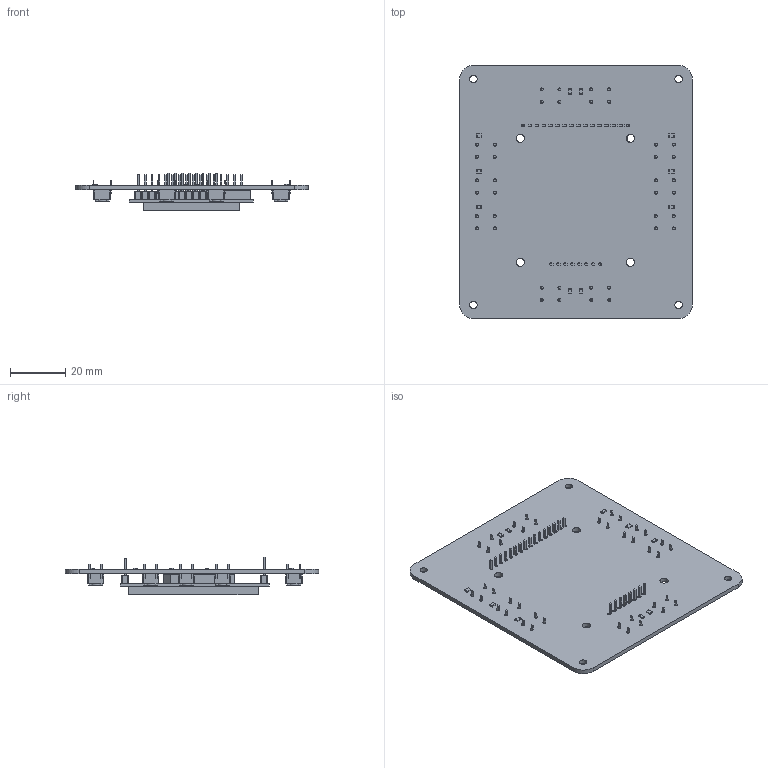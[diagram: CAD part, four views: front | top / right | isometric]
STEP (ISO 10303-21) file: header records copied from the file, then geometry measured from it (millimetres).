
FILE_DESCRIPTION(('KiCad electronic assembly'),'2;1');
FILE_NAME('DriverDeskTft.step','2024-07-10T09:59:42',('Pcbnew'),('Kicad' ),'Open CASCADE STEP processor 7.6','KiCad to STEP converter', 'Unknown');
FILE_SCHEMA(('AUTOMOTIVE_DESIGN { 1 0 10303 214 1 1 1 1 }'));
Length unit declared in the file: millimetre
Products named in the file (8): DriverDeskTft 1; R_0805_2012Metric; 01_SPI 1.8TFT AP2014; 01_SPI 1.8TFT; SW_PUSH_6mm; DriverDeskTft_PCB
Assembly tree (25 placements, depth 3):
  DriverDeskTft 1
    R_0805_2012Metric  x10
      R_0805_2012Metric
    01_SPI 1.8TFT AP2014
      01_SPI 1.8TFT
    SW_PUSH_6mm  x10
      SW_PUSH_6mm
    DriverDeskTft_PCB
Bounding box: 84.5 x 92 x 13.51 mm (x, y, z)
Volume: 22560.3 mm3; surface area: 27352 mm2
Topology: 55 solids, 55 shells, 2044 faces, 5317 edges, 3472 vertices
Faces by surface type: plane 1215, cylinder 734, bspline 85, torus 10
Full cylindrical faces by diameter (mm): 1 x64, 1.1 x40, 2.7 x4, 3 x4, 3.5 x10
Entity records: 35846 total; most frequent: CARTESIAN_POINT 9477, ORIENTED_EDGE 4424, DIRECTION 4214, EDGE_CURVE 2212, LINE 1466, VECTOR 1466, VERTEX_POINT 1465, AXIS2_PLACEMENT_3D 1374
